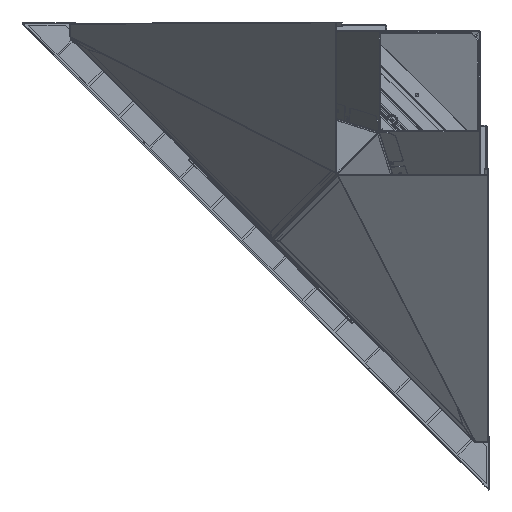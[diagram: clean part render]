
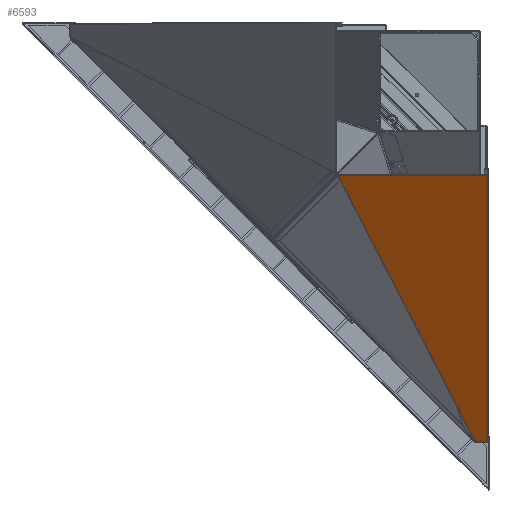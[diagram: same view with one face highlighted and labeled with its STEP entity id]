
A CAD part, top view. The second image highlights one B-rep face of the part: STEP entity #6593.
In plain terms, the highlighted planar face has unit normal (0, -0.952, 0.306).
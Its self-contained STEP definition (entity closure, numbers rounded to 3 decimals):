
#6593=ADVANCED_FACE('',(#14925),#14926,.F.);
#14925=FACE_OUTER_BOUND('',#26144,.T.);
#14926=PLANE('',#26145);
#26144=EDGE_LOOP('',(#61145,#61146,#61147,#61148));
#26145=AXIS2_PLACEMENT_3D('',#61149,#61150,#61151);
#61145=ORIENTED_EDGE('',*,*,#86094,.F.);
#61146=ORIENTED_EDGE('',*,*,#86183,.T.);
#61147=ORIENTED_EDGE('',*,*,#86097,.T.);
#61148=ORIENTED_EDGE('',*,*,#86109,.F.);
#61149=CARTESIAN_POINT('',(0.,-1098.442,352.52));
#61150=DIRECTION('',(0.,0.952,-0.306));
#61151=DIRECTION('',(-1.0,0.,0.));
#86094=EDGE_CURVE('',#98829,#98799,#98832,.T.);
#86097=EDGE_CURVE('',#98835,#98804,#98836,.T.);
#86109=EDGE_CURVE('',#98799,#98804,#98852,.T.);
#86183=EDGE_CURVE('',#98829,#98835,#98981,.T.);
#98799=VERTEX_POINT('',#117269);
#98804=VERTEX_POINT('',#117275);
#98829=VERTEX_POINT('',#117313);
#98832=LINE('',#117317,#117318);
#98835=VERTEX_POINT('',#117322);
#98836=LINE('',#117323,#117324);
#98852=LINE('',#117346,#117347);
#98981=LINE('',#117524,#117525);
#117269=CARTESIAN_POINT('',(-13.335,-1099.104,350.458));
#117275=CARTESIAN_POINT('',(-382.112,-387.928,2566.458));
#117313=CARTESIAN_POINT('',(19.7,-1099.104,350.458));
#117317=CARTESIAN_POINT('',(0.,-1099.104,350.458));
#117318=VECTOR('',#153122,1.0);
#117322=CARTESIAN_POINT('',(19.7,-387.928,2566.458));
#117323=CARTESIAN_POINT('',(0.,-387.928,2566.458));
#117324=VECTOR('',#153124,1.0);
#117346=CARTESIAN_POINT('',(-13.343,-1099.088,350.507));
#117347=VECTOR('',#153137,1.0);
#117524=CARTESIAN_POINT('',(19.7,-1098.442,352.52));
#117525=VECTOR('',#153263,1.0);
#153122=DIRECTION('',(-1.0,0.,0.));
#153124=DIRECTION('',(-1.0,0.,0.));
#153137=DIRECTION('',(-0.157,0.302,0.94));
#153263=DIRECTION('',(0.0,0.306,0.952));
